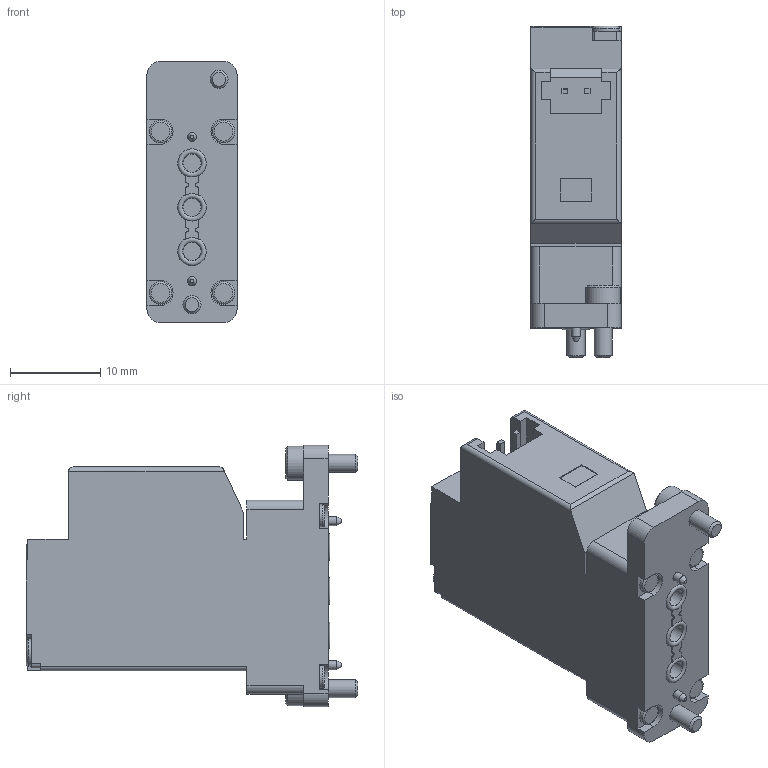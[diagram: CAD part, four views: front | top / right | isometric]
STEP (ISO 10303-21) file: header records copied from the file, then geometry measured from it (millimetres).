
FILE_DESCRIPTION(/* description */ ('STEP AP214'),/* implementation_level */ '2;1');
FILE_NAME(/* name */ '8122807_VYKB-F10-M32-16-PE-5HPA',/* time_stamp */ '2024-09-17T23:28:51+02:00',/* author */ ('License CC BY-ND 4.0'),/* organization */ ('CADENAS'),/* preprocessor_version */ 'ST-DEVELOPER v19.3',/* originating_system */ 'PARTsolutions',/* authorisation */ ' ');
FILE_SCHEMA (('AUTOMOTIVE_DESIGN {1 0 10303 214 3 1 1}'));
Length unit declared in the file: millimetre
Products named in the file (1): 8122807 VYKB-F10-M32-16-PE-5HPA---(high)
Bounding box: 10 x 36.8 x 29 mm (x, y, z)
Volume: 6966.2 mm3; surface area: 3127.3 mm2
Topology: 1 solids, 1 shells, 237 faces, 621 edges, 410 vertices
Faces by surface type: plane 157, cylinder 65, torus 9, cone 6
Full cylindrical faces by diameter (mm): 1 x2, 2 x5, 2.5 x4, 3 x2, 3.8 x2
Entity records: 7061 total; most frequent: CARTESIAN_POINT 1241, DIRECTION 1201, ORIENTED_EDGE 1160, EDGE_CURVE 580, LINE 419, VECTOR 419, VERTEX_POINT 399, AXIS2_PLACEMENT_3D 391
